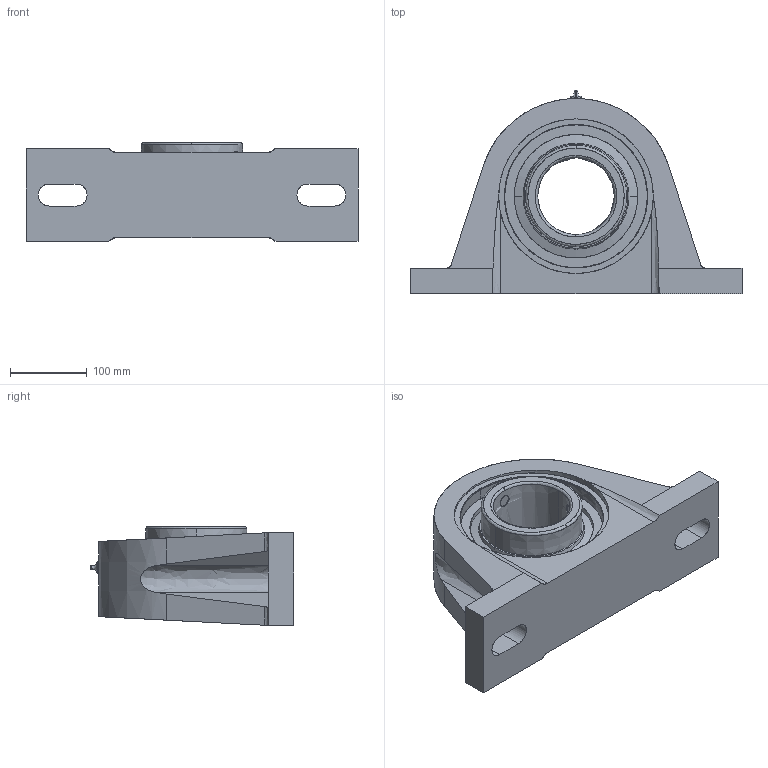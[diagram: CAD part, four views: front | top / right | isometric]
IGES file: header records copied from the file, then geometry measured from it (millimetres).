
Start section: SolidWorks IGES file using analytic representation for surfaces
Global section: file name: MPDEFAU081322312948.igs; native system: SolidWorks 2017; preprocessor: SolidWorks 2017; author: partstream; date: 170813.022315; units: millimetre
Bounding box: 431.8 x 265.18 x 128.59 mm (x, y, z)
Surface area: 397470.9 mm2 (no closed solid volume)
Topology: 0 solids, 0 shells, 127 faces, 2704 edges, 2712 vertices
Faces by surface type: bspline 69, revolution 58
